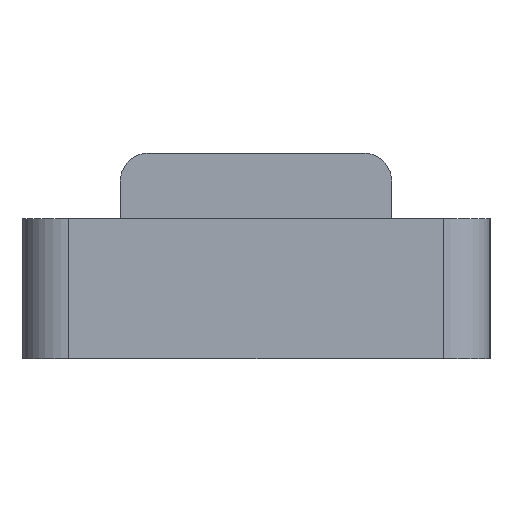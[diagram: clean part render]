
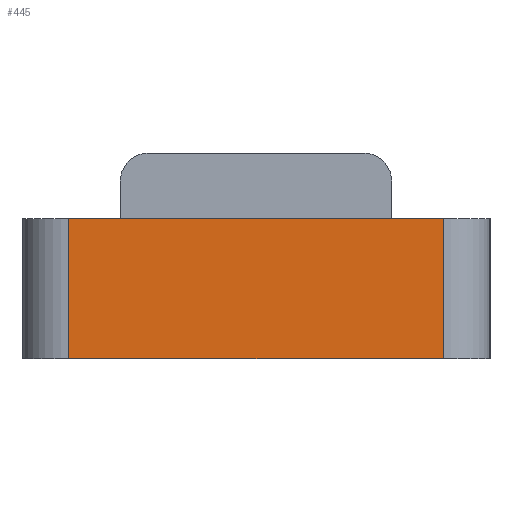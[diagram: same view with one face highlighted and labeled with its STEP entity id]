
A CAD part, left-side view. The second image highlights one B-rep face of the part: STEP entity #445.
In plain terms, the highlighted planar face has unit normal (-1, 0, 0).
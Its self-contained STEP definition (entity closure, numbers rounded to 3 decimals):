
#35=PLANE('',#499);
#59=FACE_OUTER_BOUND('',#86,.T.);
#86=EDGE_LOOP('',(#397,#398,#399,#400));
#91=LINE('',#633,#135);
#96=LINE('',#645,#140);
#109=LINE('',#686,#153);
#134=LINE('',#750,#178);
#135=VECTOR('',#507,10.);
#140=VECTOR('',#518,10.);
#153=VECTOR('',#557,10.);
#178=VECTOR('',#624,10.);
#196=VERTEX_POINT('',#630);
#197=VERTEX_POINT('',#632);
#201=VERTEX_POINT('',#644);
#216=VERTEX_POINT('',#684);
#236=EDGE_CURVE('',#196,#197,#91,.T.);
#242=EDGE_CURVE('',#201,#197,#96,.T.);
#263=EDGE_CURVE('',#201,#216,#109,.T.);
#294=EDGE_CURVE('',#216,#196,#134,.T.);
#397=ORIENTED_EDGE('',*,*,#236,.F.);
#398=ORIENTED_EDGE('',*,*,#294,.F.);
#399=ORIENTED_EDGE('',*,*,#263,.F.);
#400=ORIENTED_EDGE('',*,*,#242,.T.);
#445=ADVANCED_FACE('',(#59),#35,.T.);
#499=AXIS2_PLACEMENT_3D('',#749,#622,#623);
#507=DIRECTION('',(0.,0.,-1.));
#518=DIRECTION('',(0.,-1.,0.));
#557=DIRECTION('',(0.,0.,1.));
#622=DIRECTION('center_axis',(-1.,0.,0.));
#623=DIRECTION('ref_axis',(0.,-1.,0.));
#624=DIRECTION('',(0.,-1.,0.));
#630=CARTESIAN_POINT('',(-21.,-4.,3.));
#632=CARTESIAN_POINT('',(-21.,-4.,0.));
#633=CARTESIAN_POINT('',(-21.,-4.,0.));
#644=CARTESIAN_POINT('',(-21.,4.,0.));
#645=CARTESIAN_POINT('',(-21.,5.,0.));
#684=CARTESIAN_POINT('',(-21.,4.,3.));
#686=CARTESIAN_POINT('',(-21.,4.,0.));
#749=CARTESIAN_POINT('Origin',(-21.,5.,0.));
#750=CARTESIAN_POINT('',(-21.,5.,3.));
